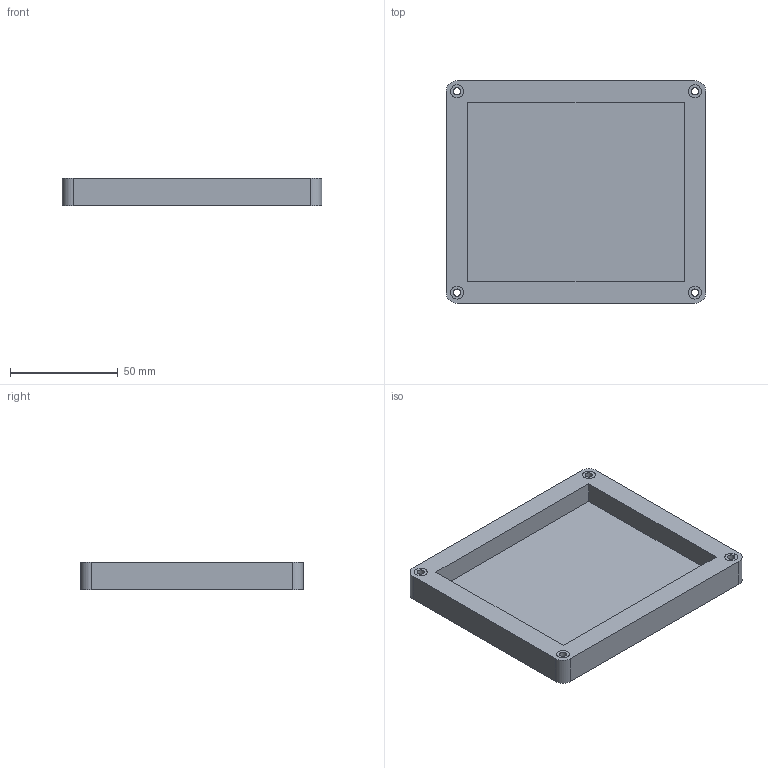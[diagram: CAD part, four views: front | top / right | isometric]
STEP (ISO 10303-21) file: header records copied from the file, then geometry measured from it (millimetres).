
FILE_DESCRIPTION(/* description */ ('STEP AP242','CAx-IF Rec.Pracs.---Representation and Presentation of Product Manufacturing Information (PMI)---4.0---2014-10-13','CAx-IF Rec.Pracs.---3D Tessellated Geometry---0.4---2014-09-14','2;1'),/* implementation_level */ '2;1');
FILE_NAME(/* name */ '67bd541f47780b0ac97be8cf',/* time_stamp */ '2025-02-25T05:24:47Z',/* author */ (''),/* organization */ (''),/* preprocessor_version */ 'ST-DEVELOPER v20',/* originating_system */ 'ONSHAPE BY PTC INC, 1.194',/* authorisation */ ' ');
FILE_SCHEMA (('AP242_MANAGED_MODEL_BASED_3D_ENGINEERING_MIM_LF { 1 0 10303 442 1 1 4 }'));
Length unit declared in the file: metre
Products named in the file (7): Bottom; Part 66; Part 63; Part 62; Part 65; Part 64; Part 67
Assembly tree (6 placements, depth 2):
  Bottom
    Part 66
    Part 63
    Part 62
    Part 65
    Part 64
    Part 67
Bounding box: 120.5 x 103.5 x 13 mm (x, y, z)
Volume: 77226.1 mm3; surface area: 38578 mm2
Topology: 6 solids, 6 shells, 40 faces, 84 edges, 56 vertices
Faces by surface type: plane 24, cylinder 16
Full cylindrical faces by diameter (mm): 3.4 x4, 6 x8
Entity records: 1232 total; most frequent: DIRECTION 198, CARTESIAN_POINT 175, ORIENTED_EDGE 144, AXIS2_PLACEMENT_3D 79, EDGE_CURVE 72, EDGE_LOOP 70, FACE_BOUND 70, VERTEX_POINT 56
